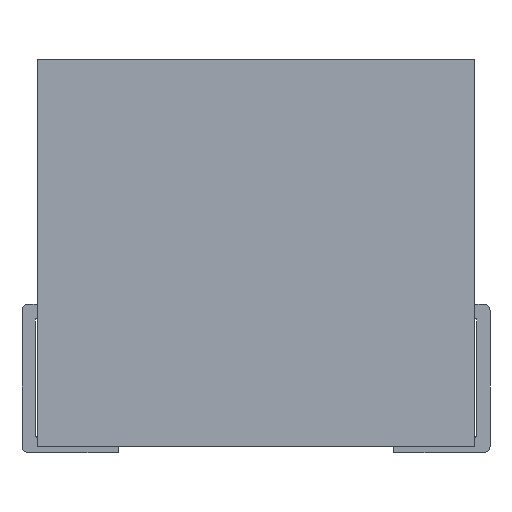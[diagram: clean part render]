
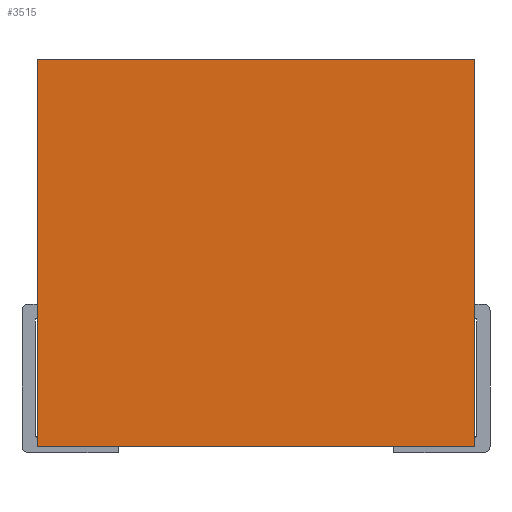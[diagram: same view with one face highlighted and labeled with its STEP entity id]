
A CAD part, left-side view. The second image highlights one B-rep face of the part: STEP entity #3515.
In plain terms, the highlighted face is planar.
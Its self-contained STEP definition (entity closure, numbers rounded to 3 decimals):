
#474=ORIENTED_EDGE('',*,*,#1162,.T.);
#475=ORIENTED_EDGE('',*,*,#1163,.F.);
#476=ORIENTED_EDGE('',*,*,#1158,.F.);
#477=ORIENTED_EDGE('',*,*,#1065,.T.);
#1065=EDGE_CURVE('',#1434,#1433,#1672,.T.);
#1158=EDGE_CURVE('',#1434,#1507,#1691,.T.);
#1162=EDGE_CURVE('',#1433,#1510,#1694,.T.);
#1163=EDGE_CURVE('',#1507,#1510,#1695,.T.);
#1433=VERTEX_POINT('',#4700);
#1434=VERTEX_POINT('',#4702);
#1507=VERTEX_POINT('',#5477);
#1510=VERTEX_POINT('',#5485);
#1672=LINE('',#4701,#1891);
#1691=LINE('',#5476,#1910);
#1694=LINE('',#5484,#1913);
#1695=LINE('',#5486,#1914);
#1891=VECTOR('',#3874,1000.);
#1910=VECTOR('',#3927,1000.);
#1913=VECTOR('',#3934,1000.);
#1914=VECTOR('',#3935,1000.);
#2110=EDGE_LOOP('',(#474,#475,#476,#477));
#2267=FACE_BOUND('',#2110,.T.);
#2400=PLANE('',#3658);
#3515=ADVANCED_FACE('',(#2267),#2400,.F.);
#3658=AXIS2_PLACEMENT_3D('',#5483,#3932,#3933);
#3874=DIRECTION('',(0.,0.,-1.));
#3927=DIRECTION('',(1.,0.,0.));
#3932=DIRECTION('',(0.,1.,0.));
#3933=DIRECTION('',(0.,0.,1.));
#3934=DIRECTION('',(1.,0.,0.));
#3935=DIRECTION('',(0.,0.,-1.));
#4700=CARTESIAN_POINT('',(-5.,-5.,0.));
#4701=CARTESIAN_POINT('',(-5.,-5.,8.85));
#4702=CARTESIAN_POINT('',(-5.,-5.,8.85));
#5476=CARTESIAN_POINT('',(-5.,-5.,8.85));
#5477=CARTESIAN_POINT('',(5.,-5.,8.85));
#5483=CARTESIAN_POINT('',(-5.,-5.,8.85));
#5484=CARTESIAN_POINT('',(-5.,-5.,0.));
#5485=CARTESIAN_POINT('',(5.,-5.,0.));
#5486=CARTESIAN_POINT('',(5.,-5.,8.85));
